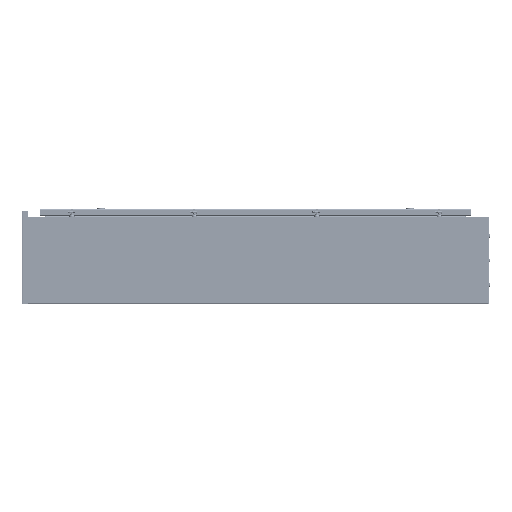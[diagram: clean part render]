
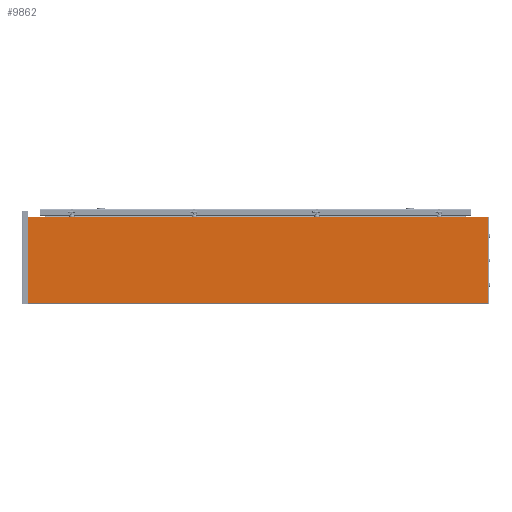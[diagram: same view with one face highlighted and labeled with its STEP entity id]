
A CAD part, left-side view. The second image highlights one B-rep face of the part: STEP entity #9862.
In plain terms, the highlighted face is planar.
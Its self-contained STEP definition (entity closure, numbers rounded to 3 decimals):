
#468 = EDGE_CURVE ( 'NONE', #20056, #45058, #2935, .T. ) ;
#806 = EDGE_CURVE ( 'NONE', #31283, #45058, #33426, .T. ) ;
#914 = VECTOR ( 'NONE', #39259, 1000. ) ;
#1007 = ORIENTED_EDGE ( 'NONE', *, *, #806, .F. ) ;
#2052 = DIRECTION ( 'NONE',  ( 0., 0., 1. ) ) ;
#2436 = CARTESIAN_POINT ( 'NONE',  ( 0., 1597., -1. ) ) ;
#2935 = LINE ( 'NONE', #24826, #914 ) ;
#3082 = PLANE ( 'NONE',  #5137 ) ;
#5137 = AXIS2_PLACEMENT_3D ( 'NONE', #41738, #20328, #34995 ) ;
#5222 = LINE ( 'NONE', #43908, #22387 ) ;
#5408 = DIRECTION ( 'NONE',  ( 1., 0., 0. ) ) ;
#6581 = ORIENTED_EDGE ( 'NONE', *, *, #13989, .T. ) ;
#9107 = AXIS2_PLACEMENT_3D ( 'NONE', #26592, #40804, #5408 ) ;
#9862 = ADVANCED_FACE ( 'NONE', ( #35221, #45926 ), #3082, .T. ) ;
#11146 = ORIENTED_EDGE ( 'NONE', *, *, #36235, .T. ) ;
#11548 = DIRECTION ( 'NONE',  ( 0., -1., 0. ) ) ;
#12111 = VECTOR ( 'NONE', #15948, 1000. ) ;
#12624 = ORIENTED_EDGE ( 'NONE', *, *, #19705, .T. ) ;
#13989 = EDGE_CURVE ( 'NONE', #39240, #27371, #44777, .T. ) ;
#15948 = DIRECTION ( 'NONE',  ( -1., 0., 0. ) ) ;
#16031 = EDGE_CURVE ( 'NONE', #20056, #34770, #26833, .T. ) ;
#16304 = CARTESIAN_POINT ( 'NONE',  ( 297., 0., -1. ) ) ;
#16723 = CARTESIAN_POINT ( 'NONE',  ( 60., 98., -1. ) ) ;
#17199 = ORIENTED_EDGE ( 'NONE', *, *, #16031, .F. ) ;
#18227 = ORIENTED_EDGE ( 'NONE', *, *, #468, .T. ) ;
#18932 = CARTESIAN_POINT ( 'NONE',  ( 59.5, 98., -1. ) ) ;
#19705 = EDGE_CURVE ( 'NONE', #31283, #34770, #5222, .T. ) ;
#20056 = VERTEX_POINT ( 'NONE', #21693 ) ;
#20328 = DIRECTION ( 'NONE',  ( 0., 0., -1. ) ) ;
#21693 = CARTESIAN_POINT ( 'NONE',  ( 2., 0., -1. ) ) ;
#22387 = VECTOR ( 'NONE', #11548, 1000. ) ;
#22940 = CARTESIAN_POINT ( 'NONE',  ( 60.5, 98., -1. ) ) ;
#24826 = CARTESIAN_POINT ( 'NONE',  ( 2., 0., -1. ) ) ;
#26585 = CARTESIAN_POINT ( 'NONE',  ( 0., 0., -1. ) ) ;
#26592 = CARTESIAN_POINT ( 'NONE',  ( 60., 98., -1. ) ) ;
#26833 = LINE ( 'NONE', #26585, #33345 ) ;
#27371 = VERTEX_POINT ( 'NONE', #22940 ) ;
#28517 = CARTESIAN_POINT ( 'NONE',  ( 297., 1597., -1. ) ) ;
#30915 = DIRECTION ( 'NONE',  ( 1., 0., 0. ) ) ;
#31283 = VERTEX_POINT ( 'NONE', #28517 ) ;
#33345 = VECTOR ( 'NONE', #44774, 1000. ) ;
#33426 = LINE ( 'NONE', #2436, #12111 ) ;
#34770 = VERTEX_POINT ( 'NONE', #16304 ) ;
#34995 = DIRECTION ( 'NONE',  ( -1., 0., 0. ) ) ;
#35221 = FACE_BOUND ( 'NONE', #45310, .T. ) ;
#35296 = EDGE_LOOP ( 'NONE', ( #17199, #18227, #1007, #12624 ) ) ;
#36235 = EDGE_CURVE ( 'NONE', #27371, #39240, #44587, .T. ) ;
#37903 = AXIS2_PLACEMENT_3D ( 'NONE', #16723, #2052, #30915 ) ;
#39240 = VERTEX_POINT ( 'NONE', #18932 ) ;
#39259 = DIRECTION ( 'NONE',  ( 0., 1., 0. ) ) ;
#40804 = DIRECTION ( 'NONE',  ( 0., 0., 1. ) ) ;
#41738 = CARTESIAN_POINT ( 'NONE',  ( 0., 0., -1. ) ) ;
#41817 = CARTESIAN_POINT ( 'NONE',  ( 2., 1597., -1. ) ) ;
#43908 = CARTESIAN_POINT ( 'NONE',  ( 297., 1597., -1. ) ) ;
#44587 = CIRCLE ( 'NONE', #37903, 0.5 ) ;
#44774 = DIRECTION ( 'NONE',  ( 1., 0., 0. ) ) ;
#44777 = CIRCLE ( 'NONE', #9107, 0.5 ) ;
#45058 = VERTEX_POINT ( 'NONE', #41817 ) ;
#45310 = EDGE_LOOP ( 'NONE', ( #11146, #6581 ) ) ;
#45926 = FACE_OUTER_BOUND ( 'NONE', #35296, .T. ) ;
